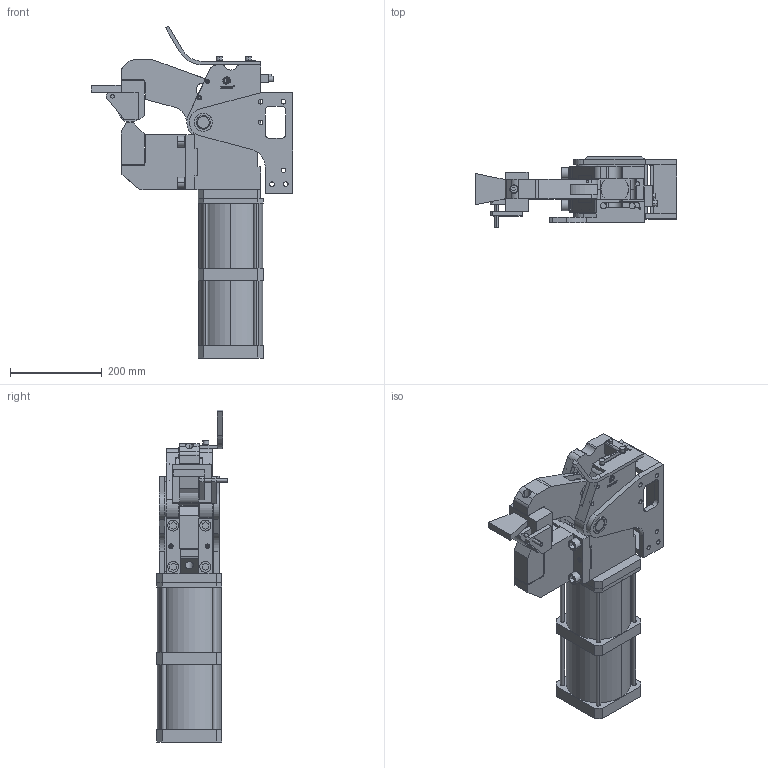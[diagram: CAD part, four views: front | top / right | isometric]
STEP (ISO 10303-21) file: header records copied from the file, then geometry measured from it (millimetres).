
FILE_DESCRIPTION(('CATIA V5 STEP Exchange'),'2;1');
FILE_NAME('PFS_900-120_PO_6-8_A3_PRAEGEZANGE_259854.stp','2011-10-27T06:12:26+00:00',('none'),('none'),'CATIA Version 5 Release 19 SP 3 (IN-10)','CATIA V5 STEP AP203','none');
FILE_SCHEMA(('CONFIG_CONTROL_DESIGN'));
Length unit declared in the file: millimetre
Products named in the file (1): 7473423100_PFS_900-120PO_6-8_A3_PNEUM_PRAEGEEINHEIT_20100713
Bounding box: 439 x 154 x 724 mm (x, y, z)
Volume: 8185016.5 mm3; surface area: 1256638.4 mm2
Topology: 58 solids, 70 shells, 847 faces, 2154 edges, 1447 vertices
Faces by surface type: plane 418, cylinder 341, cone 76, bspline 12
Entity records: 24790 total; most frequent: CARTESIAN_POINT 5574, ORIENTED_EDGE 4090, DIRECTION 3175, EDGE_CURVE 2120, VERTEX_POINT 1445, AXIS2_PLACEMENT_3D 1349, VECTOR 1164, LINE 1164
